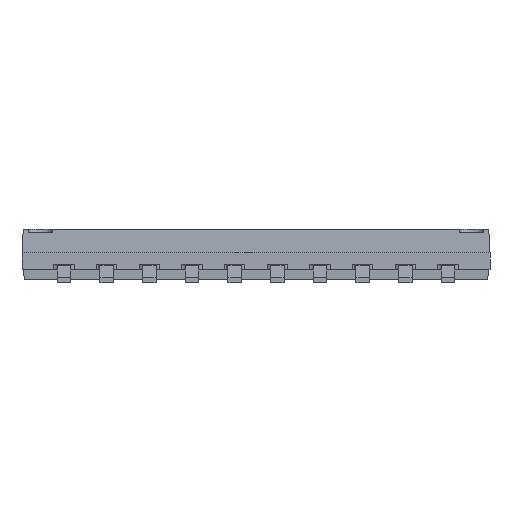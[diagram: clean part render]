
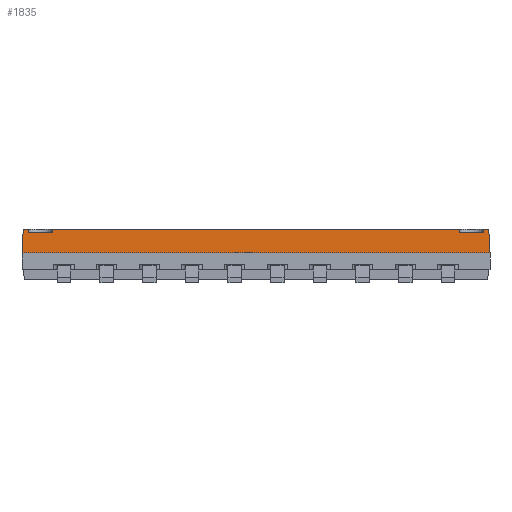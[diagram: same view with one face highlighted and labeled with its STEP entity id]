
A CAD part, front view. The second image highlights one B-rep face of the part: STEP entity #1835.
In plain terms, the highlighted planar face has unit normal (0, -0.999, 0.052).
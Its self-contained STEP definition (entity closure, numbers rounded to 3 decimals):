
#1835=ADVANCED_FACE('',(#5000),#5002,.T.);
#5000=FACE_BOUND('',#5001,.T.);
#5001=EDGE_LOOP('',(#7425,#7426,#7427,#7428,#7429,#7430,#7431,#7432,#7433,#7434,
#7435,#7436));
#5002=PLANE('',#5003);
#5003=AXIS2_PLACEMENT_3D('',#5004,#5005,#5006);
#5004=CARTESIAN_POINT('',(-6.965,-2.25,0.9));
#5005=DIRECTION('',(0.,-0.999,0.052));
#5006=DIRECTION('',(1.,0.,0.));
#7425=ORIENTED_EDGE('',*,*,#9023,.T.);
#7426=ORIENTED_EDGE('',*,*,#8607,.F.);
#7427=ORIENTED_EDGE('',*,*,#9024,.T.);
#7428=ORIENTED_EDGE('',*,*,#9025,.T.);
#7429=ORIENTED_EDGE('',*,*,#9026,.T.);
#7430=ORIENTED_EDGE('',*,*,#8603,.F.);
#7431=ORIENTED_EDGE('',*,*,#9022,.F.);
#7432=ORIENTED_EDGE('',*,*,#9027,.T.);
#7433=ORIENTED_EDGE('',*,*,#9028,.T.);
#7434=ORIENTED_EDGE('',*,*,#8611,.F.);
#7435=ORIENTED_EDGE('',*,*,#9029,.T.);
#7436=ORIENTED_EDGE('',*,*,#9030,.T.);
#8603=EDGE_CURVE('',#9586,#9588,#9589,.T.);
#8607=EDGE_CURVE('',#9594,#9596,#9597,.T.);
#8611=EDGE_CURVE('',#9602,#9604,#9605,.T.);
#9022=EDGE_CURVE('',#10301,#9586,#10303,.T.);
#9023=EDGE_CURVE('',#10304,#9596,#10305,.F.);
#9024=EDGE_CURVE('',#9594,#10306,#10307,.F.);
#9025=EDGE_CURVE('',#10306,#10308,#10309,.T.);
#9026=EDGE_CURVE('',#10308,#9588,#10310,.F.);
#9027=EDGE_CURVE('',#10301,#10311,#10312,.T.);
#9028=EDGE_CURVE('',#10311,#9604,#10313,.T.);
#9029=EDGE_CURVE('',#9602,#10314,#10315,.F.);
#9030=EDGE_CURVE('',#10314,#10304,#10316,.T.);
#9586=VERTEX_POINT('',#11341);
#9588=VERTEX_POINT('',#11345);
#9589=LINE('',#11346,#11347);
#9594=VERTEX_POINT('',#11358);
#9596=VERTEX_POINT('',#11362);
#9597=LINE('',#11363,#11364);
#9602=VERTEX_POINT('',#11375);
#9604=VERTEX_POINT('',#11379);
#9605=LINE('',#11380,#11381);
#10301=VERTEX_POINT('',#13018);
#10303=LINE('',#13022,#13023);
#10304=VERTEX_POINT('',#13025);
#10305=LINE('',#13026,#13027);
#10306=VERTEX_POINT('',#13029);
#10307=LINE('',#13030,#13031);
#10308=VERTEX_POINT('',#13033);
#10309=LINE('',#13034,#13035);
#10310=LINE('',#13037,#13038);
#10311=VERTEX_POINT('',#13040);
#10312=LINE('',#13041,#13042);
#10313=LINE('',#13044,#13045);
#10314=VERTEX_POINT('',#13047);
#10315=LINE('',#13048,#13049);
#10316=LINE('',#13051,#13052);
#11341=CARTESIAN_POINT('',(-6.928,-2.213,1.6));
#11345=CARTESIAN_POINT('',(-6.79,-2.213,1.6));
#11346=CARTESIAN_POINT('',(-6.928,-2.213,1.6));
#11347=VECTOR('',#11348,1.);
#11348=DIRECTION('',(1.,0.,0.));
#11358=CARTESIAN_POINT('',(-6.04,-2.213,1.6));
#11362=CARTESIAN_POINT('',(6.04,-2.213,1.6));
#11363=CARTESIAN_POINT('',(-6.04,-2.213,1.6));
#11364=VECTOR('',#11365,1.);
#11365=DIRECTION('',(1.,0.,0.));
#11375=CARTESIAN_POINT('',(6.79,-2.213,1.6));
#11379=CARTESIAN_POINT('',(6.928,-2.213,1.6));
#11380=CARTESIAN_POINT('',(6.79,-2.213,1.6));
#11381=VECTOR('',#11382,1.);
#11382=DIRECTION('',(1.,0.,0.));
#13018=CARTESIAN_POINT('',(-6.965,-2.25,0.9));
#13022=CARTESIAN_POINT('',(-6.965,-2.25,0.9));
#13023=VECTOR('',#13024,1.);
#13024=DIRECTION('',(0.052,0.052,0.997));
#13025=CARTESIAN_POINT('',(6.058,-2.219,1.5));
#13026=CARTESIAN_POINT('',(6.04,-2.213,1.6));
#13027=VECTOR('',#13028,1.);
#13028=DIRECTION('',(0.173,-0.052,-0.983));
#13029=CARTESIAN_POINT('',(-6.058,-2.219,1.5));
#13030=CARTESIAN_POINT('',(-6.058,-2.219,1.5));
#13031=VECTOR('',#13032,1.);
#13032=DIRECTION('',(0.173,0.052,0.983));
#13033=CARTESIAN_POINT('',(-6.772,-2.219,1.5));
#13034=CARTESIAN_POINT('',(-6.058,-2.219,1.5));
#13035=VECTOR('',#13036,1.);
#13036=DIRECTION('',(-1.,0.,0.));
#13037=CARTESIAN_POINT('',(-6.79,-2.213,1.6));
#13038=VECTOR('',#13039,1.);
#13039=DIRECTION('',(0.173,-0.052,-0.983));
#13040=CARTESIAN_POINT('',(6.965,-2.25,0.9));
#13041=CARTESIAN_POINT('',(-6.965,-2.25,0.9));
#13042=VECTOR('',#13043,1.);
#13043=DIRECTION('',(1.,0.,0.));
#13044=CARTESIAN_POINT('',(6.965,-2.25,0.9));
#13045=VECTOR('',#13046,1.);
#13046=DIRECTION('',(-0.052,0.052,0.997));
#13047=CARTESIAN_POINT('',(6.772,-2.219,1.5));
#13048=CARTESIAN_POINT('',(6.772,-2.219,1.5));
#13049=VECTOR('',#13050,1.);
#13050=DIRECTION('',(0.173,0.052,0.983));
#13051=CARTESIAN_POINT('',(6.772,-2.219,1.5));
#13052=VECTOR('',#13053,1.);
#13053=DIRECTION('',(-1.,0.,0.));
